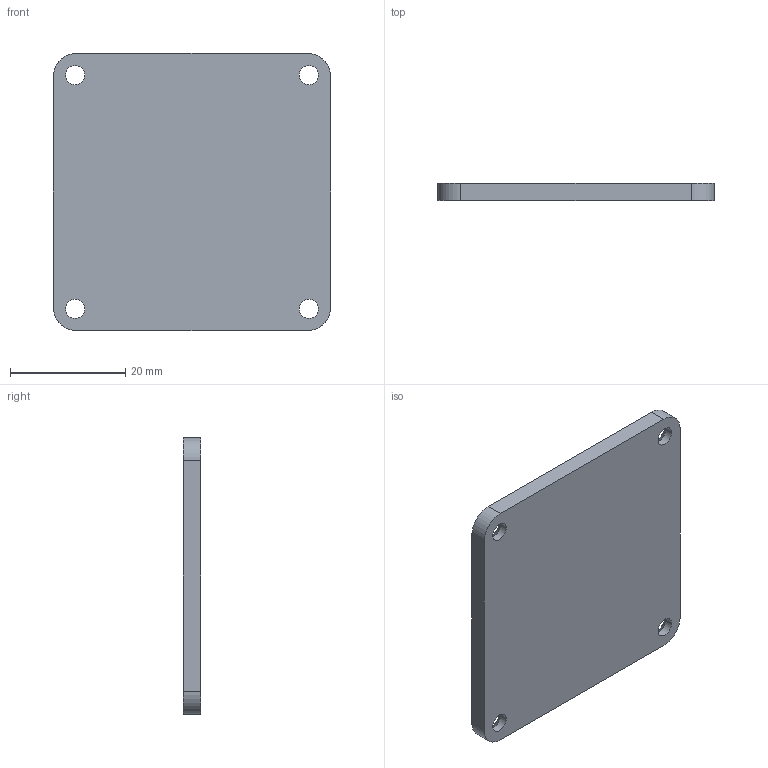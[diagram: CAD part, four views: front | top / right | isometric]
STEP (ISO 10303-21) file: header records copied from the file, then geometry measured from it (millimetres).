
FILE_DESCRIPTION((''),'2;1');
FILE_NAME('02-ABDECKUNG','2024-07-08T20:01:14',('agsler'),(''),'CREO PARAMETRIC BY PTC INC, 2023073','CREO PARAMETRIC BY PTC INC, 2023073','');
FILE_SCHEMA(('CONFIG_CONTROL_DESIGN'));
Length unit declared in the file: millimetre
Products named in the file (1): 02-ABDECKUNG
Bounding box: 48 x 3 x 48 mm (x, y, z)
Volume: 6697.9 mm3; surface area: 5166.4 mm2
Topology: 1 solids, 1 shells, 26 faces, 64 edges, 40 vertices
Faces by surface type: cylinder 12, cone 8, plane 6
Entity records: 830 total; most frequent: DIRECTION 148, CARTESIAN_POINT 130, ORIENTED_EDGE 128, EDGE_CURVE 64, AXIS2_PLACEMENT_3D 58, VERTEX_POINT 40, EDGE_LOOP 34, VECTOR 32
